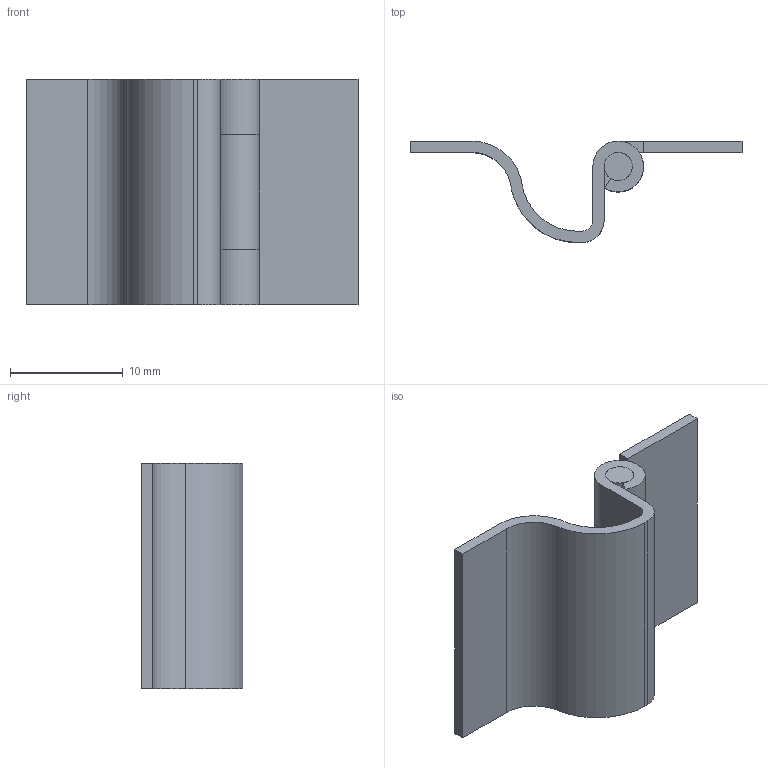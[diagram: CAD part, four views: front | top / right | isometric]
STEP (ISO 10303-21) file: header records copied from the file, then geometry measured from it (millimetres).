
FILE_DESCRIPTION((''),'2;1');
FILE_NAME('','2005-04-20T09:24:20',(''),(''),'','CADfix','');
FILE_SCHEMA(('AUTOMOTIVE_DESIGN'));
Length unit declared in the file: millimetre
Products named in the file (4): shaft; hinge piece_B; hinge piece_A; TH_27_2_6978_36
Assembly tree (3 placements, depth 2):
  TH_27_2_6978_36
    shaft
    hinge piece_B
    hinge piece_A
Bounding box: 29.5 x 9 x 20 mm (x, y, z)
Volume: 982.2 mm3; surface area: 2150 mm2
Topology: 3 solids, 3 shells, 40 faces, 106 edges, 72 vertices
Faces by surface type: bspline 40
Entity records: 1371 total; most frequent: CARTESIAN_POINT 654, ORIENTED_EDGE 212, EDGE_CURVE 106, QUASI_UNIFORM_CURVE 74, VERTEX_POINT 72, EDGE_LOOP 40, FACE_OUTER_BOUND 40, ADVANCED_FACE 40
